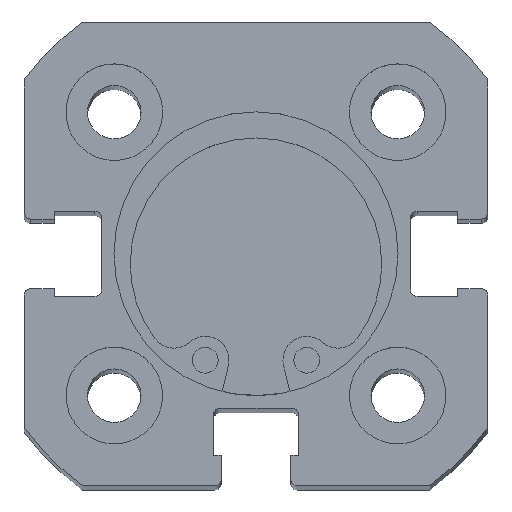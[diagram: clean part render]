
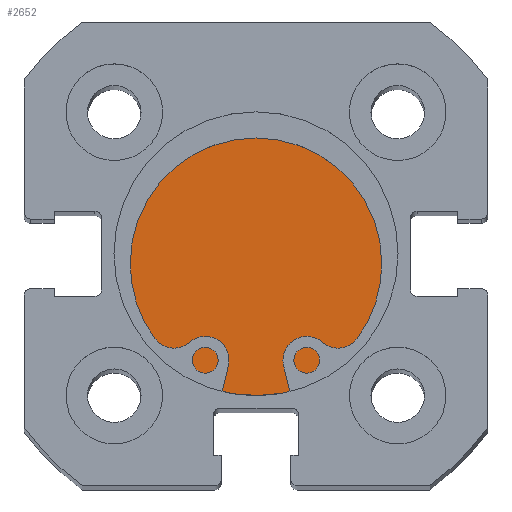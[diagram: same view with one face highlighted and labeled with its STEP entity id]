
A CAD part, top view. The second image highlights one B-rep face of the part: STEP entity #2652.
In plain terms, the highlighted face is planar.
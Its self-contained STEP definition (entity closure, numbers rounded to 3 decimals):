
#74 = EDGE_CURVE ( 'NONE', #4802, #4801, #1971, .T. ) ;
#106 = CARTESIAN_POINT ( 'NONE',  ( 6., 0., 0. ) ) ;
#146 = DIRECTION ( 'NONE',  ( 0., 0., 1. ) ) ;
#246 = DIRECTION ( 'NONE',  ( -1., 0., 0. ) ) ;
#812 = ORIENTED_EDGE ( 'NONE', *, *, #74, .F. ) ;
#813 = ORIENTED_EDGE ( 'NONE', *, *, #5062, .F. ) ;
#1580 = EDGE_LOOP ( 'NONE', ( #813, #812 ) ) ;
#1971 = CIRCLE ( 'NONE', #5286, 11. ) ;
#2339 = FACE_OUTER_BOUND ( 'NONE', #1580, .T. ) ;
#2529 = CIRCLE ( 'NONE', #5533, 11. ) ;
#2652 = ADVANCED_FACE ( 'NONE', ( #2339 ), #2878, .F. ) ;
#2877 = CARTESIAN_POINT ( 'NONE',  ( 6., 11., 0. ) ) ;
#2878 = PLANE ( 'NONE',  #5458 ) ;
#2880 = DIRECTION ( 'NONE',  ( -1., 0., 0. ) ) ;
#2881 = DIRECTION ( 'NONE',  ( 0., 0., 1. ) ) ;
#3111 = CARTESIAN_POINT ( 'NONE',  ( 6., 0., 11. ) ) ;
#3112 = CARTESIAN_POINT ( 'NONE',  ( 6., 0., -11. ) ) ;
#3525 = CARTESIAN_POINT ( 'NONE',  ( 6., 0., 0. ) ) ;
#3534 = DIRECTION ( 'NONE',  ( -1., 0., 0. ) ) ;
#3535 = DIRECTION ( 'NONE',  ( 0., 0., 1. ) ) ;
#4801 = VERTEX_POINT ( 'NONE', #3111 ) ;
#4802 = VERTEX_POINT ( 'NONE', #3112 ) ;
#5062 = EDGE_CURVE ( 'NONE', #4801, #4802, #2529, .T. ) ;
#5286 = AXIS2_PLACEMENT_3D ( 'NONE', #106, #246, #146 ) ;
#5458 = AXIS2_PLACEMENT_3D ( 'NONE', #2877, #2880, #2881 ) ;
#5533 = AXIS2_PLACEMENT_3D ( 'NONE', #3525, #3534, #3535 ) ;
